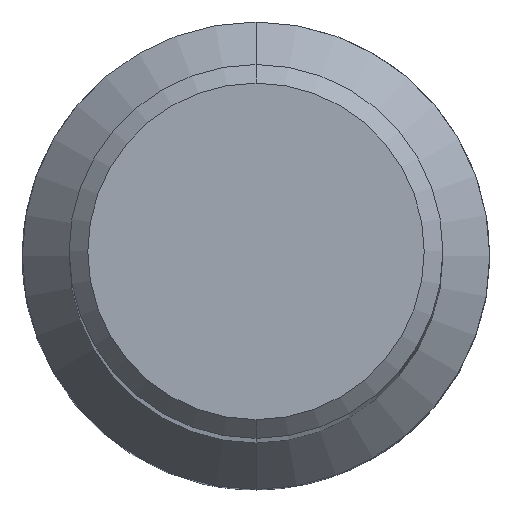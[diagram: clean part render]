
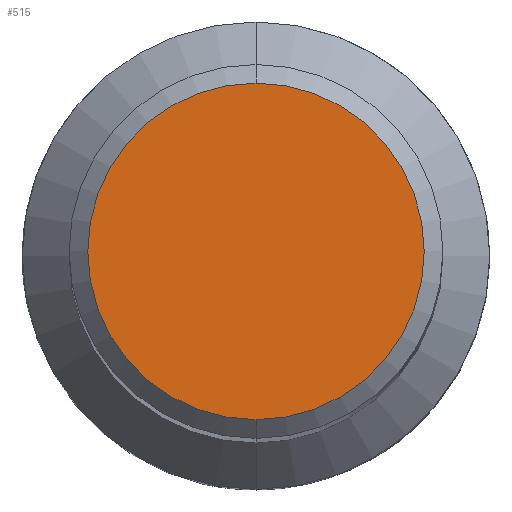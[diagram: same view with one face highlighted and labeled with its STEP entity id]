
A CAD part, top view. The second image highlights one B-rep face of the part: STEP entity #515.
In plain terms, the highlighted planar face has unit normal (0, 0, 1).
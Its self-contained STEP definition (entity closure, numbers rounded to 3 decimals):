
#383=EDGE_CURVE('',#881,#831,#1004,.T.);
#515=ADVANCED_FACE('',(#1154),#1155,.T.);
#741=EDGE_CURVE('',#831,#881,#1396,.T.);
#831=VERTEX_POINT('',#1494);
#881=VERTEX_POINT('',#1549);
#1004=CIRCLE('',#1749,9.0);
#1154=FACE_OUTER_BOUND('',#2005,.T.);
#1155=PLANE('',#2006);
#1396=CIRCLE('',#2513,9.0);
#1494=CARTESIAN_POINT('',(0.0,9.0,0.0));
#1549=CARTESIAN_POINT('',(0.,-9.0,0.0));
#1749=AXIS2_PLACEMENT_3D('',#2981,#2982,#2983);
#2005=EDGE_LOOP('',(#3196,#3197));
#2006=AXIS2_PLACEMENT_3D('',#3198,#3199,#3200);
#2513=AXIS2_PLACEMENT_3D('',#3421,#3422,#3423);
#2981=CARTESIAN_POINT('',(0.0,0.0,0.0));
#2982=DIRECTION('',(0.0,0.0,-1.0));
#2983=DIRECTION('',(0.0,1.0,0.0));
#3196=ORIENTED_EDGE('',*,*,#741,.F.);
#3197=ORIENTED_EDGE('',*,*,#383,.F.);
#3198=CARTESIAN_POINT('',(0.0,4.5,0.0));
#3199=DIRECTION('',(-0.0,0.0,1.0));
#3200=DIRECTION('',(0.0,-1.0,0.0));
#3421=CARTESIAN_POINT('',(0.0,0.0,0.0));
#3422=DIRECTION('',(0.0,0.0,-1.0));
#3423=DIRECTION('',(0.0,1.0,0.0));
